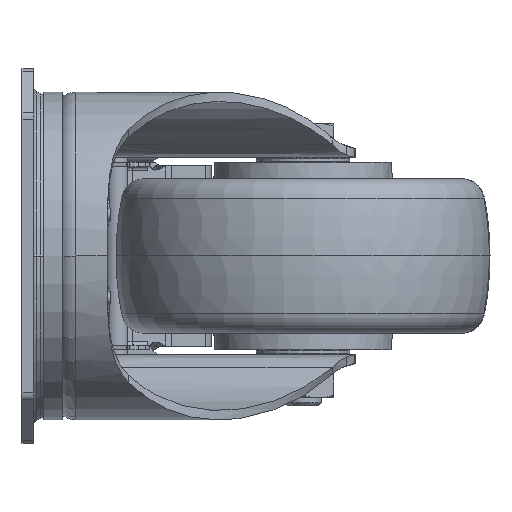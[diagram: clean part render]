
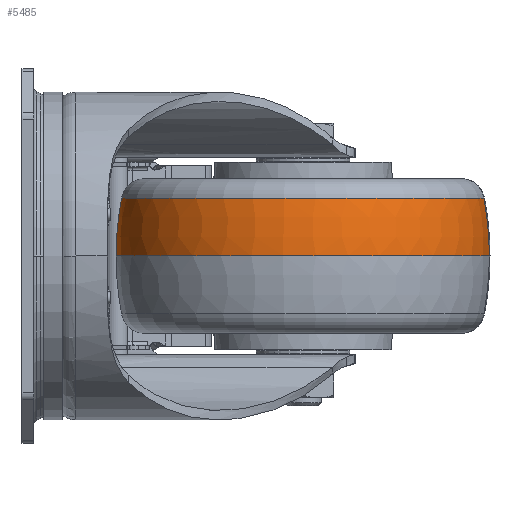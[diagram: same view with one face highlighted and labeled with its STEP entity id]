
A CAD part, left-side view. The second image highlights one B-rep face of the part: STEP entity #5485.
In plain terms, the highlighted toroidal (fillet/blend) face has major radius 34.996 mm and minor radius 75 mm.
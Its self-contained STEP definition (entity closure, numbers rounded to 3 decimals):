
#527 = FACE_OUTER_BOUND ( 'NONE', #50884, .T. ) ;
#2735 = AXIS2_PLACEMENT_3D ( 'NONE', #45845, #56823, #50975 ) ;
#3033 = CARTESIAN_POINT ( 'NONE',  ( 38., -54., -0.757 ) ) ;
#5485 = ADVANCED_FACE ( 'NONE', ( #527 ), #8897, .T. ) ;
#6117 = CARTESIAN_POINT ( 'NONE',  ( 42.079, -15.369, 12.371 ) ) ;
#7800 = DIRECTION ( 'NONE',  ( 0., 0., 1. ) ) ;
#8897 = TOROIDAL_SURFACE ( 'NONE', #70795, -34.996, 75. ) ;
#13917 = DIRECTION ( 'NONE',  ( 0., 0., 1. ) ) ;
#16380 = ORIENTED_EDGE ( 'NONE', *, *, #56406, .T. ) ;
#16748 = VERTEX_POINT ( 'NONE', #45008 ) ;
#17526 = DIRECTION ( 'NONE',  ( -0.105, -0.994, 0. ) ) ;
#21170 = CIRCLE ( 'NONE', #31611, 38.846 ) ;
#21190 = VERTEX_POINT ( 'NONE', #6117 ) ;
#22417 = CARTESIAN_POINT ( 'NONE',  ( 33.8, -93.779, 0. ) ) ;
#26378 = CARTESIAN_POINT ( 'NONE',  ( 42.2, -14.221, 0. ) ) ;
#27244 = CIRCLE ( 'NONE', #2735, 75. ) ;
#27832 = ORIENTED_EDGE ( 'NONE', *, *, #40038, .F. ) ;
#30686 = CARTESIAN_POINT ( 'NONE',  ( 38., -54., 12.371 ) ) ;
#30774 = DIRECTION ( 'NONE',  ( -0.105, -0.994, 0. ) ) ;
#31611 = AXIS2_PLACEMENT_3D ( 'NONE', #30686, #13917, #35821 ) ;
#34679 = DIRECTION ( 'NONE',  ( 0., 0., 1. ) ) ;
#34859 = ORIENTED_EDGE ( 'NONE', *, *, #36974, .F. ) ;
#34860 = EDGE_CURVE ( 'NONE', #60961, #56563, #46361, .T. ) ;
#35821 = DIRECTION ( 'NONE',  ( -0.105, -0.994, 0. ) ) ;
#36236 = CARTESIAN_POINT ( 'NONE',  ( 34.325, -88.803, -0.757 ) ) ;
#36974 = EDGE_CURVE ( 'NONE', #21190, #16748, #21170, .T. ) ;
#40038 = EDGE_CURVE ( 'NONE', #60961, #21190, #47359, .T. ) ;
#41092 = ORIENTED_EDGE ( 'NONE', *, *, #34860, .T. ) ;
#43199 = DIRECTION ( 'NONE',  ( 0.994, -0.105, 0. ) ) ;
#45008 = CARTESIAN_POINT ( 'NONE',  ( 33.921, -92.631, 12.371 ) ) ;
#45643 = CARTESIAN_POINT ( 'NONE',  ( 38., -54., 0. ) ) ;
#45845 = CARTESIAN_POINT ( 'NONE',  ( 41.675, -19.197, -0.757 ) ) ;
#46361 = CIRCLE ( 'NONE', #55718, 40. ) ;
#47359 = CIRCLE ( 'NONE', #68443, 75. ) ;
#50884 = EDGE_LOOP ( 'NONE', ( #27832, #41092, #16380, #34859 ) ) ;
#50975 = DIRECTION ( 'NONE',  ( -0.105, -0.994, 0. ) ) ;
#55718 = AXIS2_PLACEMENT_3D ( 'NONE', #45643, #34679, #17526 ) ;
#56406 = EDGE_CURVE ( 'NONE', #56563, #16748, #27244, .T. ) ;
#56563 = VERTEX_POINT ( 'NONE', #22417 ) ;
#56823 = DIRECTION ( 'NONE',  ( -0.994, 0.105, 0. ) ) ;
#60961 = VERTEX_POINT ( 'NONE', #26378 ) ;
#65455 = DIRECTION ( 'NONE',  ( 0.105, 0.994, 0. ) ) ;
#68443 = AXIS2_PLACEMENT_3D ( 'NONE', #36236, #43199, #65455 ) ;
#70795 = AXIS2_PLACEMENT_3D ( 'NONE', #3033, #7800, #30774 ) ;
